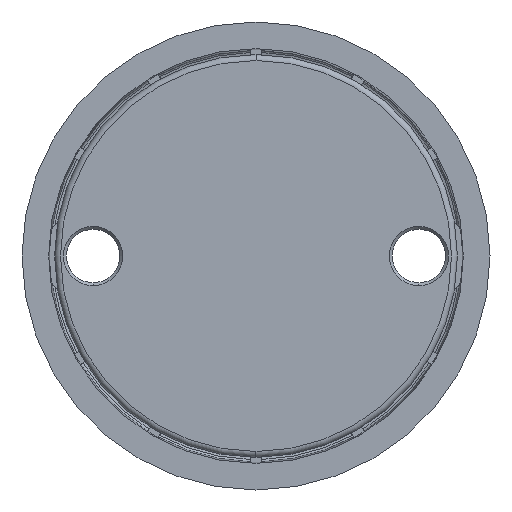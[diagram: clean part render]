
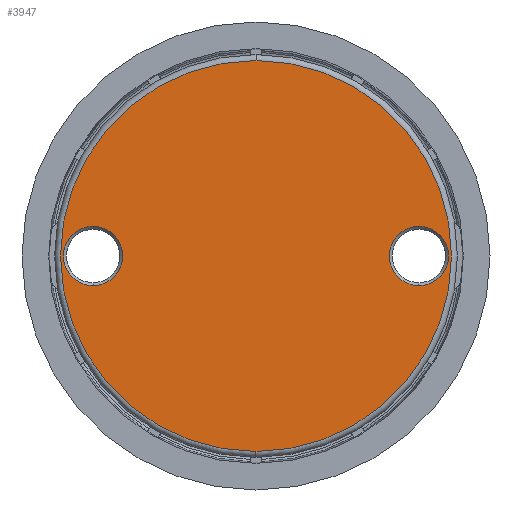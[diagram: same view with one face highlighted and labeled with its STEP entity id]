
A CAD part, front view. The second image highlights one B-rep face of the part: STEP entity #3947.
In plain terms, the highlighted planar face has unit normal (0, -1, 0).
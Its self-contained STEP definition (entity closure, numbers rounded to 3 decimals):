
#193 = DIRECTION ( 'NONE',  ( 0., 0., -1. ) ) ;
#250 = VERTEX_POINT ( 'NONE', #1313 ) ;
#470 = CARTESIAN_POINT ( 'NONE',  ( 0., 0., -33. ) ) ;
#547 = EDGE_CURVE ( 'NONE', #2475, #5454, #6204, .T. ) ;
#732 = DIRECTION ( 'NONE',  ( 0., -1., 0. ) ) ;
#1030 = AXIS2_PLACEMENT_3D ( 'NONE', #10275, #4583, #11100 ) ;
#1224 = CIRCLE ( 'NONE', #5659, 5. ) ;
#1313 = CARTESIAN_POINT ( 'NONE',  ( -27.5, 0., -5. ) ) ;
#1362 = AXIS2_PLACEMENT_3D ( 'NONE', #11547, #732, #2692 ) ;
#1612 = FACE_OUTER_BOUND ( 'NONE', #7950, .T. ) ;
#2059 = AXIS2_PLACEMENT_3D ( 'NONE', #2519, #7436, #12204 ) ;
#2275 = CARTESIAN_POINT ( 'NONE',  ( -27.5, 0., 0. ) ) ;
#2348 = CARTESIAN_POINT ( 'NONE',  ( 0., 0., 0. ) ) ;
#2475 = VERTEX_POINT ( 'NONE', #7067 ) ;
#2509 = EDGE_CURVE ( 'NONE', #10885, #250, #11185, .T. ) ;
#2519 = CARTESIAN_POINT ( 'NONE',  ( -27.5, 0., 0. ) ) ;
#2692 = DIRECTION ( 'NONE',  ( 0., 0., 1. ) ) ;
#2882 = DIRECTION ( 'NONE',  ( 0., -1., 0. ) ) ;
#3385 = CIRCLE ( 'NONE', #10031, 5. ) ;
#3515 = ORIENTED_EDGE ( 'NONE', *, *, #547, .T. ) ;
#3947 = ADVANCED_FACE ( 'NONE', ( #1612, #6351, #8369 ), #6406, .T. ) ;
#4045 = EDGE_CURVE ( 'NONE', #5817, #9712, #1224, .T. ) ;
#4352 = CARTESIAN_POINT ( 'NONE',  ( 27.5, 0., -5. ) ) ;
#4483 = CIRCLE ( 'NONE', #2059, 5. ) ;
#4583 = DIRECTION ( 'NONE',  ( 0., -1., 0. ) ) ;
#4666 = CARTESIAN_POINT ( 'NONE',  ( -27.5, 0., 5. ) ) ;
#4672 = ORIENTED_EDGE ( 'NONE', *, *, #2509, .T. ) ;
#5082 = CIRCLE ( 'NONE', #9519, 33. ) ;
#5259 = CARTESIAN_POINT ( 'NONE',  ( 27.5, 0., 5. ) ) ;
#5454 = VERTEX_POINT ( 'NONE', #470 ) ;
#5650 = DIRECTION ( 'NONE',  ( 0., 0., -1. ) ) ;
#5659 = AXIS2_PLACEMENT_3D ( 'NONE', #5709, #10579, #5650 ) ;
#5709 = CARTESIAN_POINT ( 'NONE',  ( 27.5, 0., 0. ) ) ;
#5723 = AXIS2_PLACEMENT_3D ( 'NONE', #2275, #8842, #193 ) ;
#5817 = VERTEX_POINT ( 'NONE', #5259 ) ;
#5935 = EDGE_LOOP ( 'NONE', ( #12507, #7646 ) ) ;
#6204 = CIRCLE ( 'NONE', #1362, 33. ) ;
#6351 = FACE_BOUND ( 'NONE', #8400, .T. ) ;
#6406 = PLANE ( 'NONE',  #1030 ) ;
#7014 = DIRECTION ( 'NONE',  ( 0., 0., 1. ) ) ;
#7067 = CARTESIAN_POINT ( 'NONE',  ( 0., 0., 33. ) ) ;
#7436 = DIRECTION ( 'NONE',  ( 0., 1., 0. ) ) ;
#7646 = ORIENTED_EDGE ( 'NONE', *, *, #12504, .F. ) ;
#7733 = CARTESIAN_POINT ( 'NONE',  ( 27.5, 0., 0. ) ) ;
#7950 = EDGE_LOOP ( 'NONE', ( #3515, #10981 ) ) ;
#8369 = FACE_BOUND ( 'NONE', #5935, .T. ) ;
#8400 = EDGE_LOOP ( 'NONE', ( #4672, #12242 ) ) ;
#8842 = DIRECTION ( 'NONE',  ( 0., 1., 0. ) ) ;
#9519 = AXIS2_PLACEMENT_3D ( 'NONE', #2348, #10060, #7014 ) ;
#9712 = VERTEX_POINT ( 'NONE', #4352 ) ;
#10031 = AXIS2_PLACEMENT_3D ( 'NONE', #7733, #2882, #11607 ) ;
#10060 = DIRECTION ( 'NONE',  ( 0., -1., 0. ) ) ;
#10207 = EDGE_CURVE ( 'NONE', #5454, #2475, #5082, .T. ) ;
#10275 = CARTESIAN_POINT ( 'NONE',  ( -33.366, 0., -33. ) ) ;
#10579 = DIRECTION ( 'NONE',  ( 0., -1., 0. ) ) ;
#10778 = EDGE_CURVE ( 'NONE', #250, #10885, #4483, .T. ) ;
#10885 = VERTEX_POINT ( 'NONE', #4666 ) ;
#10981 = ORIENTED_EDGE ( 'NONE', *, *, #10207, .T. ) ;
#11100 = DIRECTION ( 'NONE',  ( 1., 0., 0. ) ) ;
#11185 = CIRCLE ( 'NONE', #5723, 5. ) ;
#11547 = CARTESIAN_POINT ( 'NONE',  ( 0., 0., 0. ) ) ;
#11607 = DIRECTION ( 'NONE',  ( 0., 0., -1. ) ) ;
#12204 = DIRECTION ( 'NONE',  ( 0., 0., -1. ) ) ;
#12242 = ORIENTED_EDGE ( 'NONE', *, *, #10778, .T. ) ;
#12504 = EDGE_CURVE ( 'NONE', #9712, #5817, #3385, .T. ) ;
#12507 = ORIENTED_EDGE ( 'NONE', *, *, #4045, .F. ) ;
